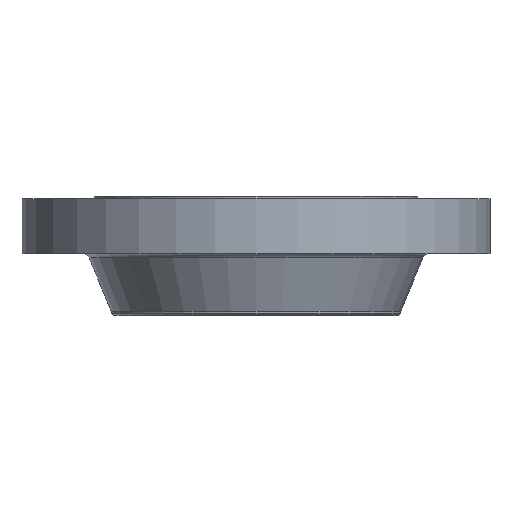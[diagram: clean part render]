
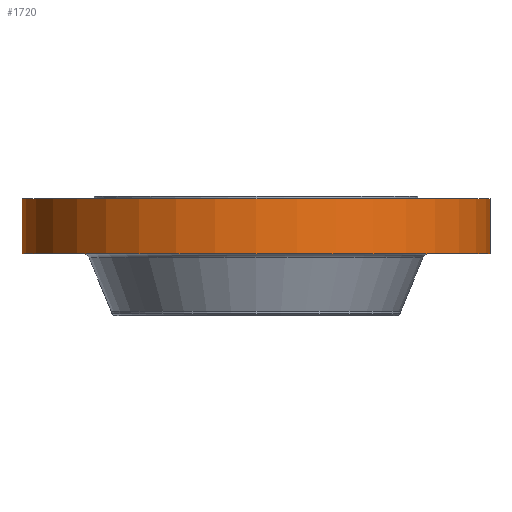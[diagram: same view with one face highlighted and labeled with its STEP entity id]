
A CAD part, front view. The second image highlights one B-rep face of the part: STEP entity #1720.
In plain terms, the highlighted cylindrical face has radius 698.5 mm (diameter 1397 mm), a partial arc.
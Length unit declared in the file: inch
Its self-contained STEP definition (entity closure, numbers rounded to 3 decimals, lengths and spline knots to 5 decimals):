
#64 = VERTEX_POINT ( 'NONE', #1830 ) ;
#105 = VERTEX_POINT ( 'NONE', #737 ) ;
#194 = ORIENTED_EDGE ( 'NONE', *, *, #495, .T. ) ;
#378 = EDGE_LOOP ( 'NONE', ( #1252, #869, #194, #991 ) ) ;
#411 = VECTOR ( 'NONE', #795, 39.37008 ) ;
#422 = FACE_OUTER_BOUND ( 'NONE', #378, .T. ) ;
#448 = AXIS2_PLACEMENT_3D ( 'NONE', #1841, #1555, #1042 ) ;
#495 = EDGE_CURVE ( 'NONE', #1947, #105, #638, .T. ) ;
#555 = DIRECTION ( 'NONE',  ( 0., 0., 1. ) ) ;
#581 = AXIS2_PLACEMENT_3D ( 'NONE', #1346, #741, #1490 ) ;
#638 = LINE ( 'NONE', #1404, #411 ) ;
#737 = CARTESIAN_POINT ( 'NONE',  ( 27.5, 0., -0.25 ) ) ;
#741 = DIRECTION ( 'NONE',  ( 0., 0., 1. ) ) ;
#795 = DIRECTION ( 'NONE',  ( 0., 0., 1. ) ) ;
#800 = EDGE_CURVE ( 'NONE', #64, #1947, #943, .T. ) ;
#852 = DIRECTION ( 'NONE',  ( 0., 0., 1. ) ) ;
#861 = LINE ( 'NONE', #993, #1209 ) ;
#869 = ORIENTED_EDGE ( 'NONE', *, *, #800, .T. ) ;
#878 = CYLINDRICAL_SURFACE ( 'NONE', #1337, 27.5 ) ;
#943 = CIRCLE ( 'NONE', #581, 27.5 ) ;
#948 = VERTEX_POINT ( 'NONE', #1622 ) ;
#991 = ORIENTED_EDGE ( 'NONE', *, *, #2020, .F. ) ;
#993 = CARTESIAN_POINT ( 'NONE',  ( -27.5, 0., 0. ) ) ;
#1042 = DIRECTION ( 'NONE',  ( 1., 0., 0. ) ) ;
#1209 = VECTOR ( 'NONE', #852, 39.37008 ) ;
#1252 = ORIENTED_EDGE ( 'NONE', *, *, #1877, .F. ) ;
#1337 = AXIS2_PLACEMENT_3D ( 'NONE', #1364, #555, #1815 ) ;
#1346 = CARTESIAN_POINT ( 'NONE',  ( 0., 0., -6.75 ) ) ;
#1364 = CARTESIAN_POINT ( 'NONE',  ( 0., 0., 0. ) ) ;
#1404 = CARTESIAN_POINT ( 'NONE',  ( 27.5, 0., 0. ) ) ;
#1468 = CIRCLE ( 'NONE', #448, 27.5 ) ;
#1490 = DIRECTION ( 'NONE',  ( 1., 0., 0. ) ) ;
#1555 = DIRECTION ( 'NONE',  ( 0., 0., 1. ) ) ;
#1622 = CARTESIAN_POINT ( 'NONE',  ( -27.5, 0., -0.25 ) ) ;
#1677 = CARTESIAN_POINT ( 'NONE',  ( 27.5, 0., -6.75 ) ) ;
#1720 = ADVANCED_FACE ( 'NONE', ( #422 ), #878, .T. ) ;
#1815 = DIRECTION ( 'NONE',  ( 1., 0., 0. ) ) ;
#1830 = CARTESIAN_POINT ( 'NONE',  ( -27.5, 0., -6.75 ) ) ;
#1841 = CARTESIAN_POINT ( 'NONE',  ( 0., 0., -0.25 ) ) ;
#1877 = EDGE_CURVE ( 'NONE', #64, #948, #861, .T. ) ;
#1947 = VERTEX_POINT ( 'NONE', #1677 ) ;
#2020 = EDGE_CURVE ( 'NONE', #948, #105, #1468, .T. ) ;
